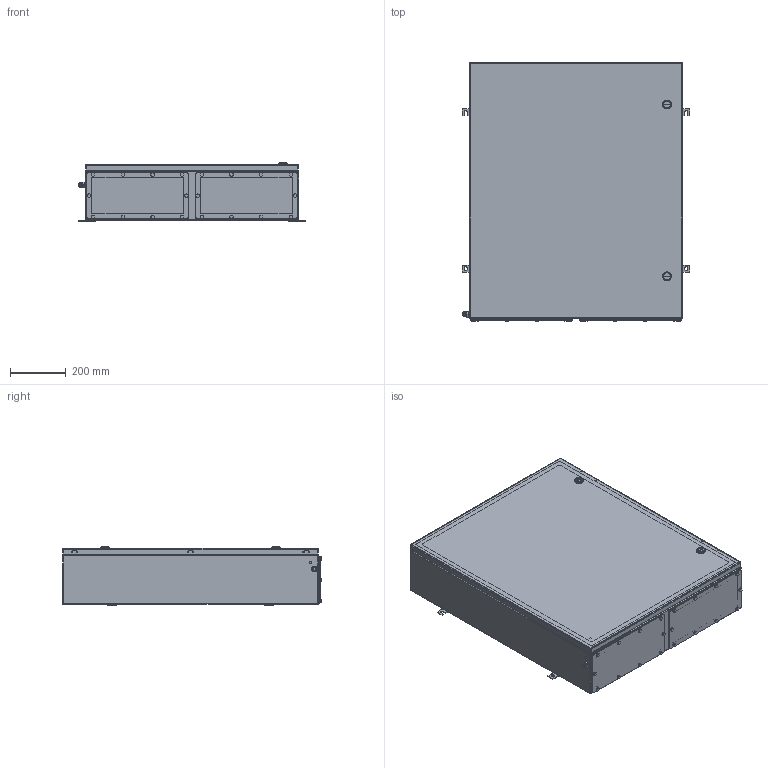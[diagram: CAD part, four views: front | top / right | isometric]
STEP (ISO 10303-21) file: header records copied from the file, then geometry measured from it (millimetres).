
FILE_DESCRIPTION(('CATIA V5 STEP Exchange','CAx-IF Rec.Pracs.--- Model Styling and Organization---1.4--- 2014-01-23'),'2;1');
FILE_NAME ('1530572-3_0_8000109927_8000109927_KTB_QL_917620_S4E1_LD.stp','2023-05-03T06:09:16+00:00',('none'),('Weidmueller'),'CATIA Version 5-6 Release 2016 SP3 HF44','CATIA V5 STEP AP214','none');
FILE_SCHEMA(('AUTOMOTIVE_DESIGN { 1 0 10303 214 1 1 1 1 }'));
Products named in the file (1): 8000109927 KTB QL 917620 S4E1
Bounding box: 813 x 925 x 209.8 mm (x, y, z)
Volume: 3899803.4 mm3; surface area: 4765905.6 mm2
Topology: 99 solids, 101 shells, 2073 faces, 4952 edges, 3160 vertices
Faces by surface type: cylinder 960, plane 877, cone 184, bspline 28, torus 16, sphere 8
Entity records: 67241 total; most frequent: CARTESIAN_POINT 20962, ORIENTED_EDGE 9728, DIRECTION 8194, EDGE_CURVE 4864, AXIS2_PLACEMENT_3D 3497, VERTEX_POINT 3160, VECTOR 2660, LINE 2660
